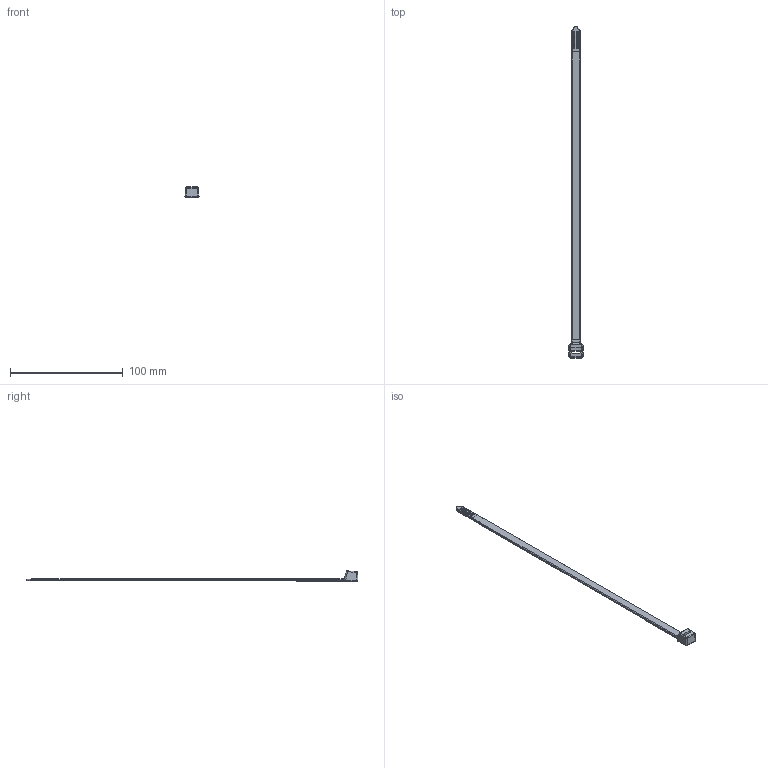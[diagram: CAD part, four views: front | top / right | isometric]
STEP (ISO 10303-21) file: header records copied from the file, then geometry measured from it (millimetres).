
FILE_DESCRIPTION(/* description */ (''),/* implementation_level */ '2;1');
FILE_NAME(/* name */ 'PLT3H-76.stp',/* time_stamp */ '2020-08-18T12:16:18-05:00',/* author */ (''),/* organization */ (''),/* preprocessor_version */ 'ST-DEVELOPER v16',/* originating_system */ 'SIEMENS PLM Software NX 11.0',/* authorisation */ '');
FILE_SCHEMA (('AP203_CONFIGURATION_CONTROLLED_3D_DESIGN_OF_MECHANICAL_PARTS_AND_ASSEMBLIES_MIM_LF { 1 0 10303 403 2 1 2}'));
Length unit declared in the file: inch
Products named in the file (1): BWG04540CD19k8p
Bounding box: 12.45 x 294.54 x 9.09 mm (x, y, z)
Volume: 5041.7 mm3; surface area: 5914.5 mm2
Topology: 1 solids, 1 shells, 176 faces, 421 edges, 264 vertices
Faces by surface type: plane 110, cylinder 37, bspline 19, torus 8, cone 2
Entity records: 5715 total; most frequent: CARTESIAN_POINT 1604, ORIENTED_EDGE 842, DIRECTION 773, EDGE_CURVE 421, LINE 297, VECTOR 297, VERTEX_POINT 264, AXIS2_PLACEMENT_3D 238
